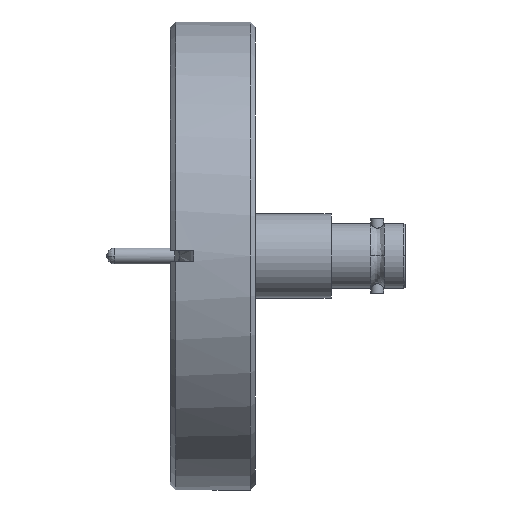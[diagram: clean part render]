
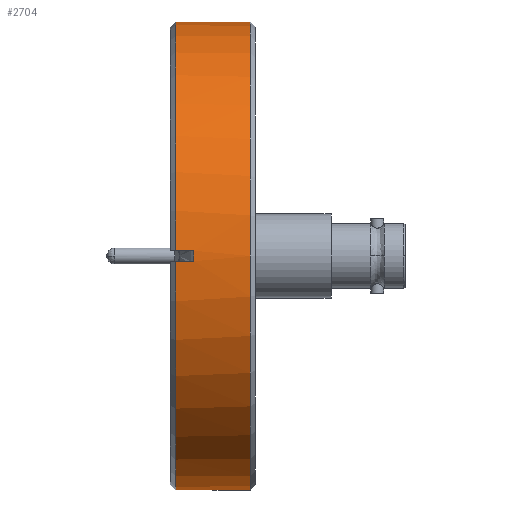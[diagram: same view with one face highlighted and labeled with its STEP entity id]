
A CAD part, left-side view. The second image highlights one B-rep face of the part: STEP entity #2704.
In plain terms, the highlighted cylindrical face has radius 34.925 mm (diameter 69.85 mm), a partial arc.
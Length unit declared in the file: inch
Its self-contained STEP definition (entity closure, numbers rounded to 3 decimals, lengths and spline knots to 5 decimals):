
#415 = CARTESIAN_POINT ( 'NONE',  ( 0., 0., 1.375 ) ) ;
#432 = LINE ( 'NONE', #415, #1760 ) ;
#437 = DIRECTION ( 'NONE',  ( 0., 1., 0. ) ) ;
#447 = CARTESIAN_POINT ( 'NONE',  ( 0., 0.021, 0. ) ) ;
#448 = DIRECTION ( 'NONE',  ( 0., 1., 0. ) ) ;
#449 = DIRECTION ( 'NONE',  ( 0., 0., 1. ) ) ;
#504 = CARTESIAN_POINT ( 'NONE',  ( 0., -0.419, -1.375 ) ) ;
#606 = CARTESIAN_POINT ( 'NONE',  ( -1.37465, 0.021, -0.031 ) ) ;
#634 = CARTESIAN_POINT ( 'NONE',  ( -1.37465, -0.08748, 0.031 ) ) ;
#648 = CARTESIAN_POINT ( 'NONE',  ( -1.37465, 0.021, 0.031 ) ) ;
#662 = CARTESIAN_POINT ( 'NONE',  ( 0., 0.021, -1.375 ) ) ;
#840 = DIRECTION ( 'NONE',  ( 0., 1., 0. ) ) ;
#851 = CYLINDRICAL_SURFACE ( 'NONE', #4394, 1.375 ) ;
#852 = FACE_OUTER_BOUND ( 'NONE', #2356, .T. ) ;
#856 = CARTESIAN_POINT ( 'NONE',  ( 0., 0., 0. ) ) ;
#857 = DIRECTION ( 'NONE',  ( 0., 0., 1. ) ) ;
#1038 = CARTESIAN_POINT ( 'NONE',  ( 0., 0.021, 1.375 ) ) ;
#1046 = CARTESIAN_POINT ( 'NONE',  ( 0., -0.419, 1.375 ) ) ;
#1189 = LINE ( 'NONE', #1190, #4085 ) ;
#1190 = CARTESIAN_POINT ( 'NONE',  ( 0., 0., -1.375 ) ) ;
#1191 = DIRECTION ( 'NONE',  ( 0., 1., 0. ) ) ;
#1343 = VERTEX_POINT ( 'NONE', #1390 ) ;
#1361 = VERTEX_POINT ( 'NONE', #1046 ) ;
#1363 = VERTEX_POINT ( 'NONE', #1038 ) ;
#1390 = CARTESIAN_POINT ( 'NONE',  ( -1.37465, -0.08748, -0.031 ) ) ;
#1760 = VECTOR ( 'NONE', #437, 39.37008 ) ;
#1794 = CIRCLE ( 'NONE', #1803, 1.375 ) ;
#1803 = AXIS2_PLACEMENT_3D ( 'NONE', #447, #448, #449 ) ;
#2026 = EDGE_CURVE ( 'NONE', #1361, #1363, #432, .T. ) ;
#2029 = EDGE_CURVE ( 'NONE', #2643, #2529, #1794, .T. ) ;
#2198 = VERTEX_POINT ( 'NONE', #504 ) ;
#2272 = ORIENTED_EDGE ( 'NONE', *, *, #3730, .T. ) ;
#2273 = ORIENTED_EDGE ( 'NONE', *, *, #2026, .T. ) ;
#2325 = ORIENTED_EDGE ( 'NONE', *, *, #3731, .F. ) ;
#2356 = EDGE_LOOP ( 'NONE', ( #2373, #2272, #2273, #2325, #2449, #2432, #2431, #2429 ) ) ;
#2373 = ORIENTED_EDGE ( 'NONE', *, *, #4121, .F. ) ;
#2429 = ORIENTED_EDGE ( 'NONE', *, *, #2029, .F. ) ;
#2431 = ORIENTED_EDGE ( 'NONE', *, *, #3726, .F. ) ;
#2432 = ORIENTED_EDGE ( 'NONE', *, *, #3732, .F. ) ;
#2449 = ORIENTED_EDGE ( 'NONE', *, *, #3727, .T. ) ;
#2529 = VERTEX_POINT ( 'NONE', #606 ) ;
#2589 = VERTEX_POINT ( 'NONE', #634 ) ;
#2624 = VERTEX_POINT ( 'NONE', #648 ) ;
#2643 = VERTEX_POINT ( 'NONE', #662 ) ;
#2704 = ADVANCED_FACE ( 'NONE', ( #852 ), #851, .T. ) ;
#3116 = B_SPLINE_CURVE_WITH_KNOTS ( 'NONE', 3,
 ( #3621, #3622, #3626, #3627 ),
 .UNSPECIFIED., .F., .F.,
 ( 4, 4 ),
 ( 0.11473, 0.1163 ),
 .UNSPECIFIED. ) ;
#3606 = LINE ( 'NONE', #3607, #4578 ) ;
#3607 = CARTESIAN_POINT ( 'NONE',  ( -1.37465, 0., -0.031 ) ) ;
#3608 = DIRECTION ( 'NONE',  ( 0., -1., 0. ) ) ;
#3609 = LINE ( 'NONE', #3610, #4581 ) ;
#3610 = CARTESIAN_POINT ( 'NONE',  ( -1.37465, 0., 0.031 ) ) ;
#3611 = DIRECTION ( 'NONE',  ( 0., -1., 0. ) ) ;
#3618 = CARTESIAN_POINT ( 'NONE',  ( 0., -0.419, 0. ) ) ;
#3619 = DIRECTION ( 'NONE',  ( 0., 1., 0. ) ) ;
#3620 = DIRECTION ( 'NONE',  ( 0., 0., 1. ) ) ;
#3621 = CARTESIAN_POINT ( 'NONE',  ( -1.37465, -0.08748, -0.031 ) ) ;
#3622 = CARTESIAN_POINT ( 'NONE',  ( -1.37512, -0.08752, -0.01035 ) ) ;
#3623 = CARTESIAN_POINT ( 'NONE',  ( 0., 0.021, 0. ) ) ;
#3624 = DIRECTION ( 'NONE',  ( 0., 1., 0. ) ) ;
#3625 = DIRECTION ( 'NONE',  ( 0., 0., 1. ) ) ;
#3626 = CARTESIAN_POINT ( 'NONE',  ( -1.37512, -0.08752, 0.01032 ) ) ;
#3627 = CARTESIAN_POINT ( 'NONE',  ( -1.37465, -0.08748, 0.031 ) ) ;
#3726 = EDGE_CURVE ( 'NONE', #2529, #1343, #3606, .T. ) ;
#3727 = EDGE_CURVE ( 'NONE', #2624, #2589, #3609, .T. ) ;
#3730 = EDGE_CURVE ( 'NONE', #2198, #1361, #4564, .T. ) ;
#3731 = EDGE_CURVE ( 'NONE', #2624, #1363, #4499, .T. ) ;
#3732 = EDGE_CURVE ( 'NONE', #1343, #2589, #3116, .T. ) ;
#4085 = VECTOR ( 'NONE', #1191, 39.37008 ) ;
#4121 = EDGE_CURVE ( 'NONE', #2198, #2643, #1189, .T. ) ;
#4394 = AXIS2_PLACEMENT_3D ( 'NONE', #856, #840, #857 ) ;
#4499 = CIRCLE ( 'NONE', #4544, 1.375 ) ;
#4544 = AXIS2_PLACEMENT_3D ( 'NONE', #3623, #3624, #3625 ) ;
#4556 = AXIS2_PLACEMENT_3D ( 'NONE', #3618, #3619, #3620 ) ;
#4564 = CIRCLE ( 'NONE', #4556, 1.375 ) ;
#4578 = VECTOR ( 'NONE', #3608, 39.37008 ) ;
#4581 = VECTOR ( 'NONE', #3611, 39.37008 ) ;
